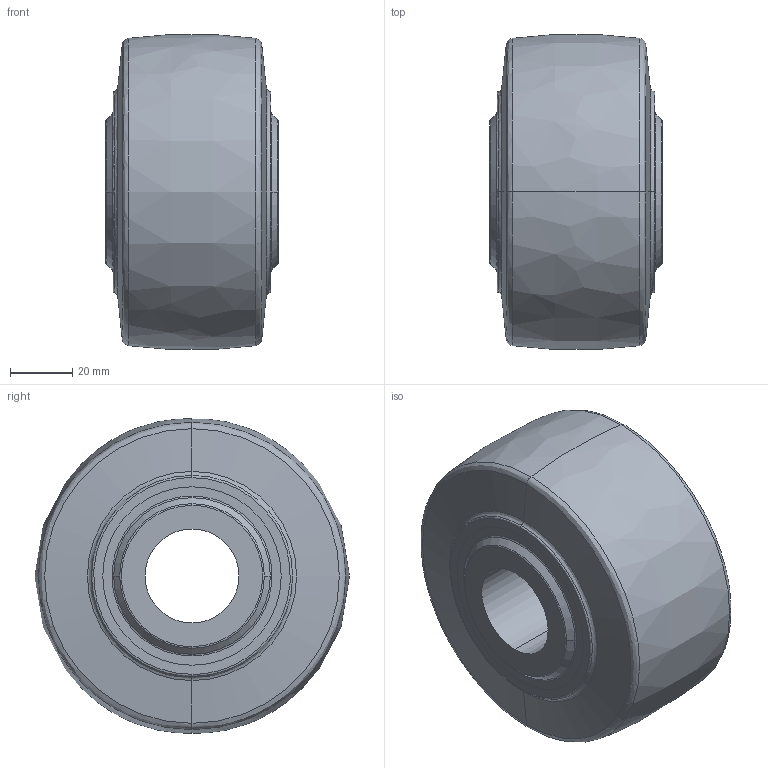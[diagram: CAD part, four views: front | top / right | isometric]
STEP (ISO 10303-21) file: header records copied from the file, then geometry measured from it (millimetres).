
FILE_DESCRIPTION (( 'STEP AP214' ), '1' );
FILE_NAME ('217-4053-STEP-200140807.STEP', '2014-08-07T14:20:23', ( '' ), ( '' ), 'SwSTEP 2.0', 'SolidWorks 2014', '' );
FILE_SCHEMA (( 'AUTOMOTIVE_DESIGN' ));
Length unit declared in the file: inch
Products named in the file (3): 217-4053-003 Rev1; 217-4053-004 Rev1; 217-4053-STEP-200140807
Assembly tree (2 placements, depth 2):
  217-4053-STEP-200140807
    217-4053-003 Rev1
    217-4053-004 Rev1
Bounding box: 55.55 x 101.29 x 101.29 mm (x, y, z)
Volume: 349588.5 mm3; surface area: 63046.9 mm2
Topology: 2 solids, 2 shells, 64 faces, 136 edges, 82 vertices
Faces by surface type: bspline 28, cone 16, cylinder 10, plane 10
Entity records: 3262 total; most frequent: CARTESIAN_POINT 1829, DIRECTION 292, ORIENTED_EDGE 272, EDGE_CURVE 136, AXIS2_PLACEMENT_3D 133, CIRCLE 92, VERTEX_POINT 82, EDGE_LOOP 74
